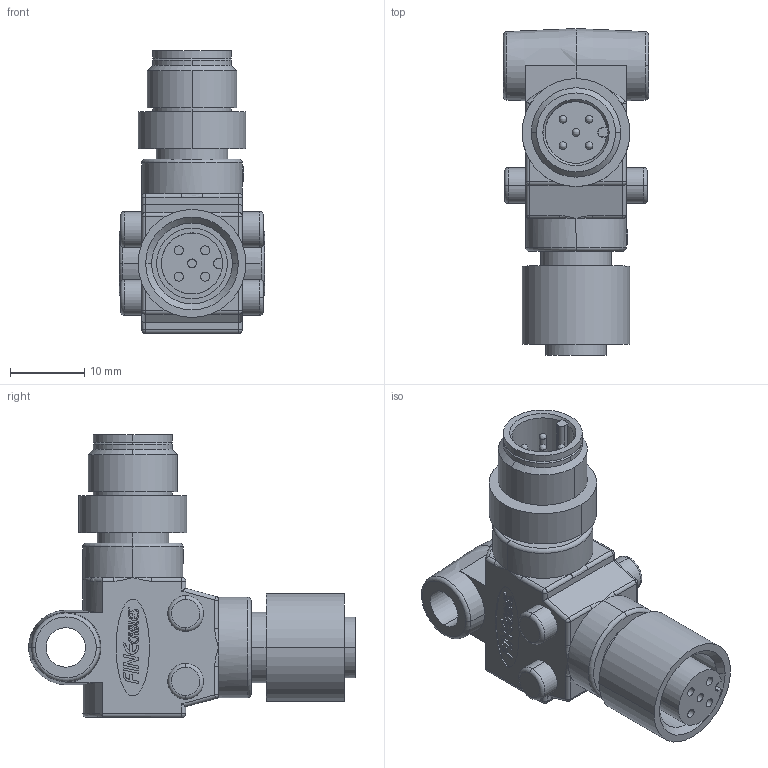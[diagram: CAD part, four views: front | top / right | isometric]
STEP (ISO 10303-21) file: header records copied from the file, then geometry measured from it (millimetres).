
FILE_DESCRIPTION (( 'STEP AP203' ), '1' );
FILE_NAME ('P258.STEP', '2020-03-31T06:48:15', ( 'edpusr' ), ( 'Microsoft' ), 'SwSTEP 2.0', 'SolidWorks 2015', '' );
FILE_SCHEMA (( 'CONFIG_CONTROL_DESIGN' ));
Length unit declared in the file: millimetre
Products named in the file (1): P258
Bounding box: 19.5 x 43.9 x 38 mm (x, y, z)
Volume: 9365.6 mm3; surface area: 5460.9 mm2
Topology: 1 solids, 1 shells, 638 faces, 1699 edges, 1088 vertices
Faces by surface type: plane 305, cylinder 263, bspline 33, torus 18, cone 12, sphere 7
Entity records: 22296 total; most frequent: CARTESIAN_POINT 6255, DIRECTION 3378, ORIENTED_EDGE 3340, EDGE_CURVE 1670, AXIS2_PLACEMENT_3D 1183, VERTEX_POINT 1088, LINE 1012, VECTOR 1012
